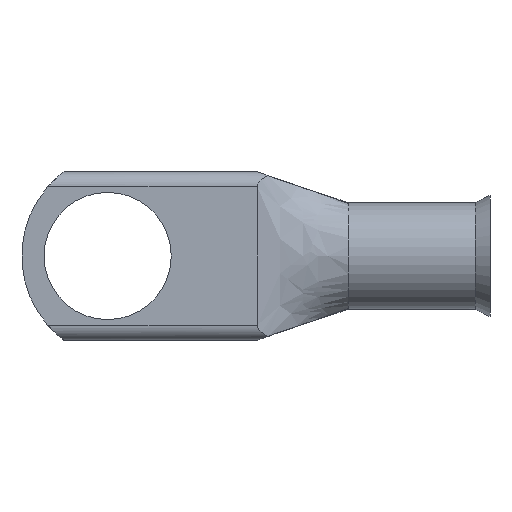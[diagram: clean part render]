
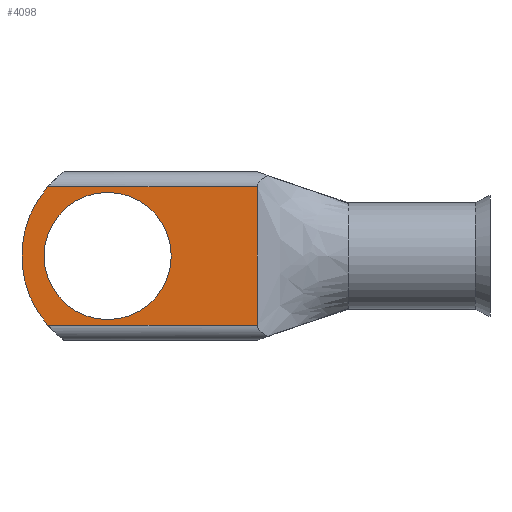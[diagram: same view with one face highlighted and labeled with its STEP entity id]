
A CAD part, front view. The second image highlights one B-rep face of the part: STEP entity #4098.
In plain terms, the highlighted planar face has unit normal (0, -1, 0).
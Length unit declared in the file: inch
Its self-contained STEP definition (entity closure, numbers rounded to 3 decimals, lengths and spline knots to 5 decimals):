
#23 = CARTESIAN_POINT ( 'NONE',  ( -0.03496, -0.04, -0.185 ) ) ;
#27 = CARTESIAN_POINT ( 'NONE',  ( -0.085, -0.04, 0.17 ) ) ;
#38 = EDGE_CURVE ( 'NONE', #1235, #264, #88, .T. ) ;
#88 = CIRCLE ( 'NONE', #4112, 0.28004 ) ;
#231 = EDGE_LOOP ( 'NONE', ( #285, #3359, #3220, #3139 ) ) ;
#264 = VERTEX_POINT ( 'NONE', #3427 ) ;
#285 = ORIENTED_EDGE ( 'NONE', *, *, #38, .T. ) ;
#318 = AXIS2_PLACEMENT_3D ( 'NONE', #1038, #1436, #2121 ) ;
#363 = DIRECTION ( 'NONE',  ( 1., 0., 0. ) ) ;
#406 = LINE ( 'NONE', #3808, #3322 ) ;
#518 = ORIENTED_EDGE ( 'NONE', *, *, #567, .F. ) ;
#567 = EDGE_CURVE ( 'NONE', #799, #1798, #820, .T. ) ;
#711 = VERTEX_POINT ( 'NONE', #3553 ) ;
#751 = VECTOR ( 'NONE', #363, 39.37008 ) ;
#799 = VERTEX_POINT ( 'NONE', #1449 ) ;
#802 = CARTESIAN_POINT ( 'NONE',  ( -0.03496, -0.04, 0. ) ) ;
#820 = CIRCLE ( 'NONE', #3321, 0.17 ) ;
#1038 = CARTESIAN_POINT ( 'NONE',  ( -0.085, -0.04, 0. ) ) ;
#1235 = VERTEX_POINT ( 'NONE', #4070 ) ;
#1405 = CARTESIAN_POINT ( 'NONE',  ( -0.085, -0.04, 0. ) ) ;
#1436 = DIRECTION ( 'NONE',  ( 0., -1., 0. ) ) ;
#1449 = CARTESIAN_POINT ( 'NONE',  ( -0.085, -0.04, -0.17 ) ) ;
#1625 = CARTESIAN_POINT ( 'NONE',  ( 0.315, -0.04, 0. ) ) ;
#1680 = AXIS2_PLACEMENT_3D ( 'NONE', #802, #3282, #4324 ) ;
#1798 = VERTEX_POINT ( 'NONE', #27 ) ;
#1806 = CARTESIAN_POINT ( 'NONE',  ( 0.315, -0.04, -0.185 ) ) ;
#1916 = FACE_OUTER_BOUND ( 'NONE', #231, .T. ) ;
#1959 = LINE ( 'NONE', #1625, #2464 ) ;
#2015 = EDGE_CURVE ( 'NONE', #264, #3242, #4225, .T. ) ;
#2121 = DIRECTION ( 'NONE',  ( 0., 0., -1. ) ) ;
#2290 = EDGE_CURVE ( 'NONE', #711, #1235, #406, .T. ) ;
#2429 = DIRECTION ( 'NONE',  ( 0., -1., 0. ) ) ;
#2464 = VECTOR ( 'NONE', #3644, 39.37008 ) ;
#2546 = FACE_BOUND ( 'NONE', #3528, .T. ) ;
#2680 = DIRECTION ( 'NONE',  ( 0., 0., -1. ) ) ;
#2754 = EDGE_CURVE ( 'NONE', #1798, #799, #4408, .T. ) ;
#2786 = ORIENTED_EDGE ( 'NONE', *, *, #2754, .F. ) ;
#2980 = CARTESIAN_POINT ( 'NONE',  ( -0.03496, -0.04, 0. ) ) ;
#3139 = ORIENTED_EDGE ( 'NONE', *, *, #2290, .T. ) ;
#3220 = ORIENTED_EDGE ( 'NONE', *, *, #4216, .T. ) ;
#3242 = VERTEX_POINT ( 'NONE', #1806 ) ;
#3282 = DIRECTION ( 'NONE',  ( 0., -1., 0. ) ) ;
#3321 = AXIS2_PLACEMENT_3D ( 'NONE', #1405, #2429, #2680 ) ;
#3322 = VECTOR ( 'NONE', #3831, 39.37008 ) ;
#3337 = DIRECTION ( 'NONE',  ( 0., 0., -1. ) ) ;
#3359 = ORIENTED_EDGE ( 'NONE', *, *, #2015, .T. ) ;
#3427 = CARTESIAN_POINT ( 'NONE',  ( -0.24519, -0.04, -0.185 ) ) ;
#3528 = EDGE_LOOP ( 'NONE', ( #2786, #518 ) ) ;
#3553 = CARTESIAN_POINT ( 'NONE',  ( 0.315, -0.04, 0.185 ) ) ;
#3644 = DIRECTION ( 'NONE',  ( 0., 0., 1. ) ) ;
#3808 = CARTESIAN_POINT ( 'NONE',  ( -0.24519, -0.04, 0.185 ) ) ;
#3831 = DIRECTION ( 'NONE',  ( -1., 0., 0. ) ) ;
#3911 = PLANE ( 'NONE',  #1680 ) ;
#4011 = DIRECTION ( 'NONE',  ( 0., -1., 0. ) ) ;
#4070 = CARTESIAN_POINT ( 'NONE',  ( -0.24519, -0.04, 0.185 ) ) ;
#4098 = ADVANCED_FACE ( 'NONE', ( #2546, #1916 ), #3911, .T. ) ;
#4112 = AXIS2_PLACEMENT_3D ( 'NONE', #2980, #4011, #3337 ) ;
#4216 = EDGE_CURVE ( 'NONE', #3242, #711, #1959, .T. ) ;
#4225 = LINE ( 'NONE', #23, #751 ) ;
#4324 = DIRECTION ( 'NONE',  ( 0., 0., -1. ) ) ;
#4408 = CIRCLE ( 'NONE', #318, 0.17 ) ;
